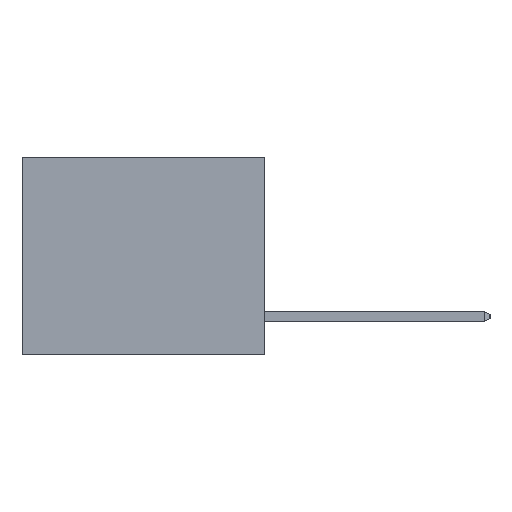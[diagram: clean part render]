
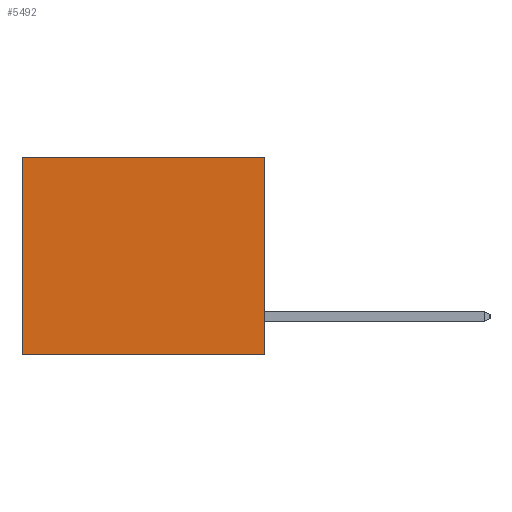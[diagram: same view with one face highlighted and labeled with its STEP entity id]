
A CAD part, left-side view. The second image highlights one B-rep face of the part: STEP entity #5492.
In plain terms, the highlighted planar face has unit normal (-1, 0, 0).
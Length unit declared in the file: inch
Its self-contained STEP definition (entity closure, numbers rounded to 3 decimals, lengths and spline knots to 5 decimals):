
#37 = VERTEX_POINT ( 'NONE', #5964 ) ;
#89 = AXIS2_PLACEMENT_3D ( 'NONE', #3478, #4882, #195 ) ;
#195 = DIRECTION ( 'NONE',  ( 0., 0., -1. ) ) ;
#529 = EDGE_CURVE ( 'NONE', #37, #4700, #8518, .T. ) ;
#967 = CARTESIAN_POINT ( 'NONE',  ( 0.3165, 0., -0.49 ) ) ;
#1056 = EDGE_CURVE ( 'NONE', #6689, #1658, #6281, .T. ) ;
#1132 = EDGE_LOOP ( 'NONE', ( #6758, #7825, #4746, #3535 ) ) ;
#1658 = VERTEX_POINT ( 'NONE', #4801 ) ;
#2179 = EDGE_CURVE ( 'NONE', #6689, #37, #6676, .T. ) ;
#2569 = CARTESIAN_POINT ( 'NONE',  ( 0.3165, 0., 0. ) ) ;
#2682 = CARTESIAN_POINT ( 'NONE',  ( 0.3165, 0., -0.49 ) ) ;
#2709 = DIRECTION ( 'NONE',  ( 0., 1., 0. ) ) ;
#3200 = DIRECTION ( 'NONE',  ( 0., 1., 0. ) ) ;
#3442 = VECTOR ( 'NONE', #3200, 39.37008 ) ;
#3478 = CARTESIAN_POINT ( 'NONE',  ( 0.3165, 0., -0.49 ) ) ;
#3535 = ORIENTED_EDGE ( 'NONE', *, *, #2179, .T. ) ;
#3840 = DIRECTION ( 'NONE',  ( 0., 0., -1. ) ) ;
#3871 = CARTESIAN_POINT ( 'NONE',  ( 0.3165, 0., 0. ) ) ;
#4700 = VERTEX_POINT ( 'NONE', #5611 ) ;
#4746 = ORIENTED_EDGE ( 'NONE', *, *, #1056, .F. ) ;
#4801 = CARTESIAN_POINT ( 'NONE',  ( 0.3165, 0., -0.49 ) ) ;
#4819 = PLANE ( 'NONE',  #89 ) ;
#4882 = DIRECTION ( 'NONE',  ( 1., 0., 0. ) ) ;
#4974 = VECTOR ( 'NONE', #2709, 39.37008 ) ;
#5492 = ADVANCED_FACE ( 'NONE', ( #7667 ), #4819, .F. ) ;
#5606 = DIRECTION ( 'NONE',  ( 0., 0., -1. ) ) ;
#5611 = CARTESIAN_POINT ( 'NONE',  ( 0.3165, 0.6, -0.49 ) ) ;
#5964 = CARTESIAN_POINT ( 'NONE',  ( 0.3165, 0.6, 0. ) ) ;
#6281 = LINE ( 'NONE', #967, #7515 ) ;
#6451 = CARTESIAN_POINT ( 'NONE',  ( 0.3165, 0.6, -0.49 ) ) ;
#6676 = LINE ( 'NONE', #2569, #3442 ) ;
#6689 = VERTEX_POINT ( 'NONE', #3871 ) ;
#6758 = ORIENTED_EDGE ( 'NONE', *, *, #529, .T. ) ;
#6973 = EDGE_CURVE ( 'NONE', #1658, #4700, #7144, .T. ) ;
#6993 = VECTOR ( 'NONE', #3840, 39.37008 ) ;
#7144 = LINE ( 'NONE', #2682, #4974 ) ;
#7515 = VECTOR ( 'NONE', #5606, 39.37008 ) ;
#7667 = FACE_OUTER_BOUND ( 'NONE', #1132, .T. ) ;
#7825 = ORIENTED_EDGE ( 'NONE', *, *, #6973, .F. ) ;
#8518 = LINE ( 'NONE', #6451, #6993 ) ;
